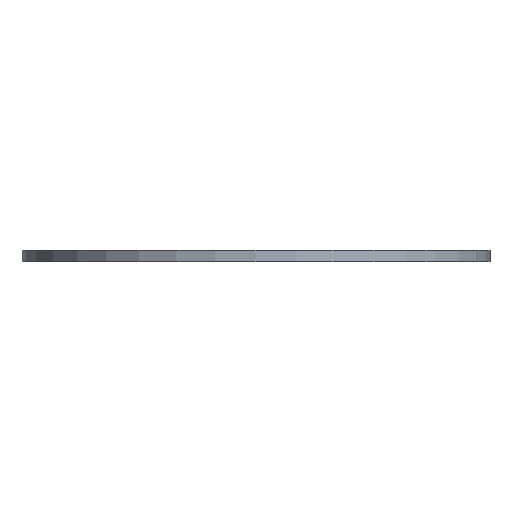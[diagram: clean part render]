
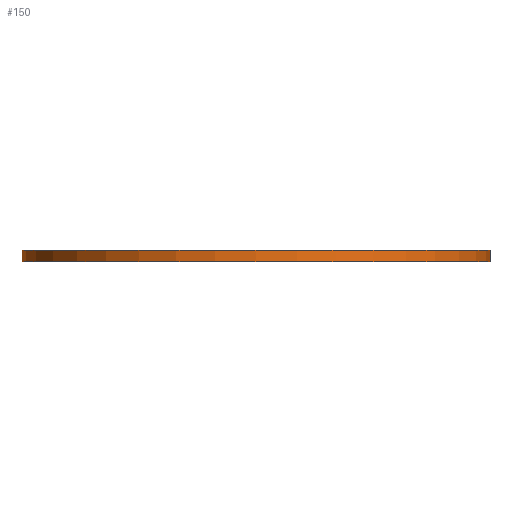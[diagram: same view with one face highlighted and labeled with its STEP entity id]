
A CAD part, front view. The second image highlights one B-rep face of the part: STEP entity #150.
In plain terms, the highlighted cylindrical face has radius 200 mm (diameter 400 mm), a full revolution.
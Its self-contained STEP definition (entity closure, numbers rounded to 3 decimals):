
#150 = ADVANCED_FACE( '', ( #351, #352 ), #353, .T. );
#351 = FACE_OUTER_BOUND( '', #694, .T. );
#352 = FACE_OUTER_BOUND( '', #695, .T. );
#353 = CYLINDRICAL_SURFACE( '', #696, 200. );
#694 = EDGE_LOOP( '', ( #1097 ) );
#695 = EDGE_LOOP( '', ( #1098 ) );
#696 = AXIS2_PLACEMENT_3D( '', #1099, #1100, #1101 );
#1097 = ORIENTED_EDGE( '', *, *, #1453, .T. );
#1098 = ORIENTED_EDGE( '', *, *, #1454, .F. );
#1099 = CARTESIAN_POINT( '', ( 0., 0., 10. ) );
#1100 = DIRECTION( '', ( 0., 0., 1. ) );
#1101 = DIRECTION( '', ( -1., 0., 0. ) );
#1453 = EDGE_CURVE( '', #1684, #1684, #1685, .T. );
#1454 = EDGE_CURVE( '', #1686, #1686, #1687, .T. );
#1684 = VERTEX_POINT( '', #1960 );
#1685 = CIRCLE( '', #1961, 200. );
#1686 = VERTEX_POINT( '', #1962 );
#1687 = CIRCLE( '', #1963, 200. );
#1960 = CARTESIAN_POINT( '', ( 200., 0., 10. ) );
#1961 = AXIS2_PLACEMENT_3D( '', #2265, #2266, #2267 );
#1962 = CARTESIAN_POINT( '', ( 200., 0., 0. ) );
#1963 = AXIS2_PLACEMENT_3D( '', #2268, #2269, #2270 );
#2265 = CARTESIAN_POINT( '', ( 0., 0., 10. ) );
#2266 = DIRECTION( '', ( 0., 0., -1. ) );
#2267 = DIRECTION( '', ( 1., 0., 0. ) );
#2268 = CARTESIAN_POINT( '', ( 0., 0., 0. ) );
#2269 = DIRECTION( '', ( 0., 0., -1. ) );
#2270 = DIRECTION( '', ( 1., 0., 0. ) );
